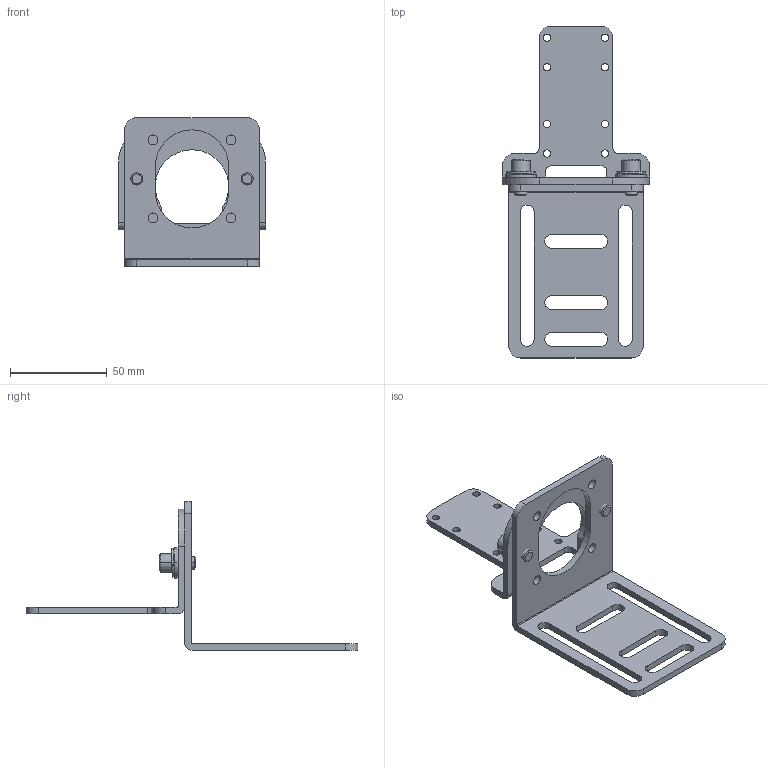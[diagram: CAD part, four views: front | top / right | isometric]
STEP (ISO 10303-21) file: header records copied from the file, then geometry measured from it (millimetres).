
FILE_DESCRIPTION((''),'2;1');
FILE_NAME('141769_ASM','2022-03-23T11:55:55',('PDMAdmin'),('BANNER ENGINEERING'),'CREO PARAMETRIC BY PTC INC, 2019292','CREO PARAMETRIC BY PTC INC, 2019292','');
FILE_SCHEMA(('CONFIG_CONTROL_DESIGN'));
Length unit declared in the file: inch
Products named in the file (6): 52513; 52512; 1_4_FLAT_WASHER; 1_4_LOCK_WASHER; 1_4X1_2_HEX_SHCS; 141769_ASM
Assembly tree (8 placements, depth 2):
  141769_ASM
    52513
    52512
    1_4_FLAT_WASHER  x2
    1_4_LOCK_WASHER  x2
    1_4X1_2_HEX_SHCS  x2
Bounding box: 76.2 x 171.96 x 77.09 mm (x, y, z)
Volume: 47445.4 mm3; surface area: 36062.5 mm2
Topology: 8 solids, 8 shells, 164 faces, 430 edges, 284 vertices
Faces by surface type: cylinder 89, plane 63, cone 8, bspline 4
Entity records: 5037 total; most frequent: CARTESIAN_POINT 1216, DIRECTION 814, ORIENTED_EDGE 736, EDGE_CURVE 368, AXIS2_PLACEMENT_3D 304, VERTEX_POINT 244, VECTOR 206, LINE 206
